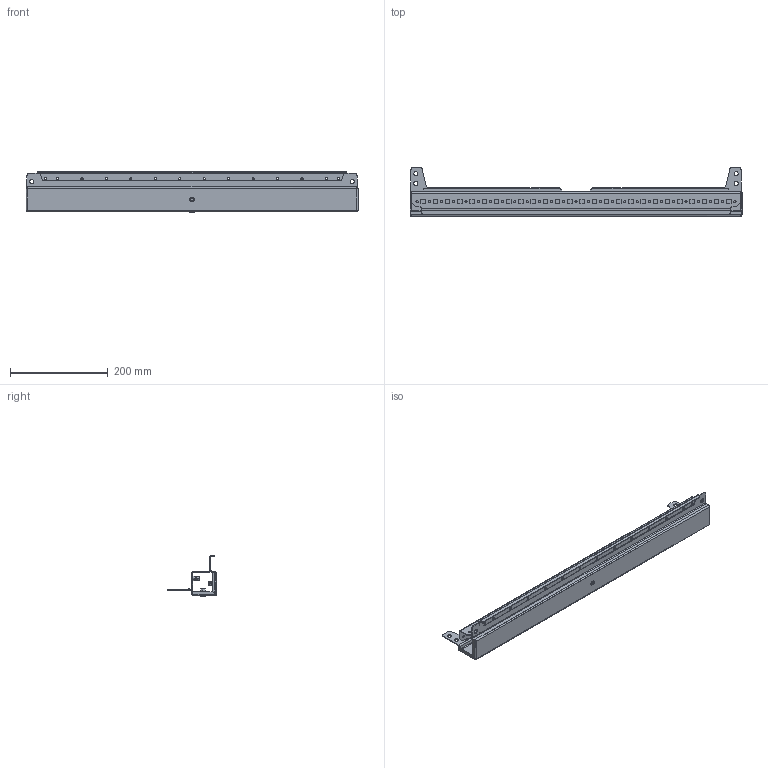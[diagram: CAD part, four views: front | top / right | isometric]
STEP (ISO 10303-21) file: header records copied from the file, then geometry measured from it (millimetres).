
FILE_DESCRIPTION (( 'STEP AP214' ), '1' );
FILE_NAME ('620.800.STEP', '2024-10-30T11:34:35', ( '' ), ( '' ), 'SwSTEP 2.0', 'SolidWorks 2021', '' );
FILE_SCHEMA (( 'AUTOMOTIVE_DESIGN' ));
Length unit declared in the file: millimetre
Products named in the file (4): 620.801; Çàêëåïêà ðåçüáîâàÿ Ì6 øåñòèãðàííàÿ ñ óìåíüøåííûì áîðòîì; 620.802; 620.800
Assembly tree (6 placements, depth 2):
  620.800
    620.801
    620.802
    Çàêëåïêà ðåçüáîâàÿ Ì6 øåñòèãðàííàÿ ñ óìåíüøåííûì áîðòîì  x4
Bounding box: 679 x 100.6 x 82.1 mm (x, y, z)
Volume: 251617.8 mm3; surface area: 345308.2 mm2
Topology: 6 solids, 6 shells, 658 faces, 1776 edges, 1134 vertices
Faces by surface type: plane 410, cylinder 212, cone 24, bspline 12
Entity records: 19800 total; most frequent: CARTESIAN_POINT 4086, ORIENTED_EDGE 3204, DIRECTION 3106, EDGE_CURVE 1602, LINE 1190, VECTOR 1190, VERTEX_POINT 1026, AXIS2_PLACEMENT_3D 958
